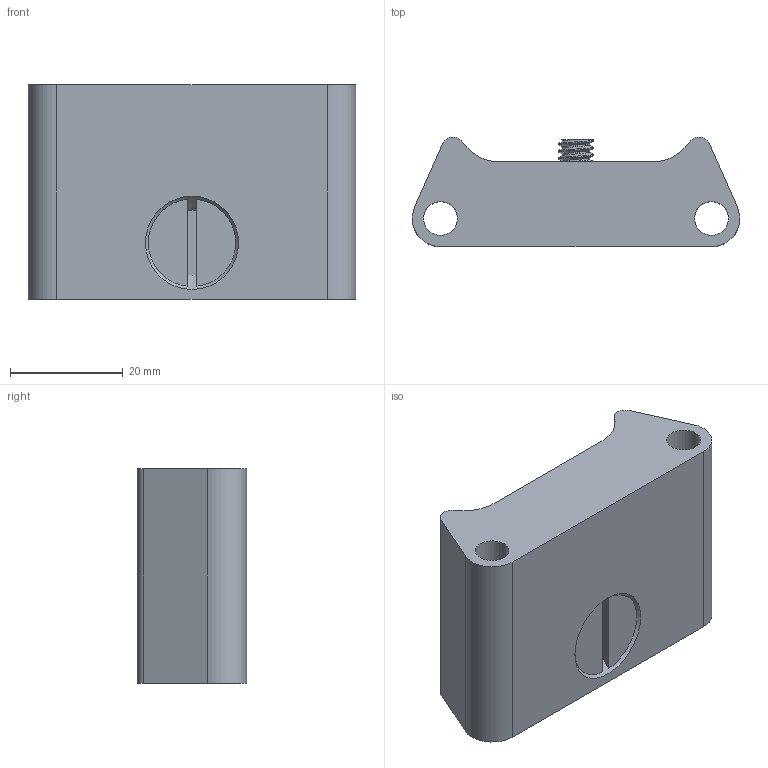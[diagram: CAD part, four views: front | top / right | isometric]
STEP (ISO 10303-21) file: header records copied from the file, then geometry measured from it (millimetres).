
FILE_DESCRIPTION(/* description */ ('','CAx-IF Rec.Pracs.---Representation and Presentation of Product Manufacturing Information (PMI)---4.0---2014-10-13'),/* implementation_level */ '2;1');
FILE_NAME(/* name */ 'webcam mount v2.step',/* time_stamp */ '2024-12-11T14:57:05+08:00',/* author */ (''),/* organization */ (''),/* preprocessor_version */ 'ST-DEVELOPER v20',/* originating_system */ 'Autodesk Translation Framework v13.20.0.188',/* authorisation */ '');
FILE_SCHEMA (('AP242_MANAGED_MODEL_BASED_3D_ENGINEERING_MIM_LF { 1 0 10303 442 1 1 4 }'));
Length unit declared in the file: millimetre
Products named in the file (2): webcam mount; Component1
Assembly tree (1 placements, depth 2):
  webcam mount
    Component1
Bounding box: 57.97 x 19.41 x 38 mm (x, y, z)
Volume: 30800.1 mm3; surface area: 9594.1 mm2
Topology: 2 solids, 2 shells, 50 faces, 135 edges, 89 vertices
Faces by surface type: cylinder 33, plane 13, bspline 2, cone 2
Full cylindrical faces by diameter (mm): 4.811 x4, 6 x2, 6.167 x7, 6.5 x1
Entity records: 3139 total; most frequent: CARTESIAN_POINT 1907, ORIENTED_EDGE 270, DIRECTION 211, EDGE_CURVE 135, VERTEX_POINT 89, AXIS2_PLACEMENT_3D 81, EDGE_LOOP 56, B_SPLINE_CURVE_WITH_KNOTS 52
